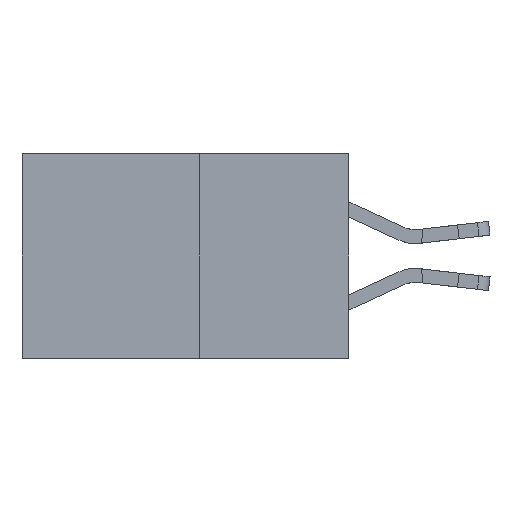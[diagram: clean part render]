
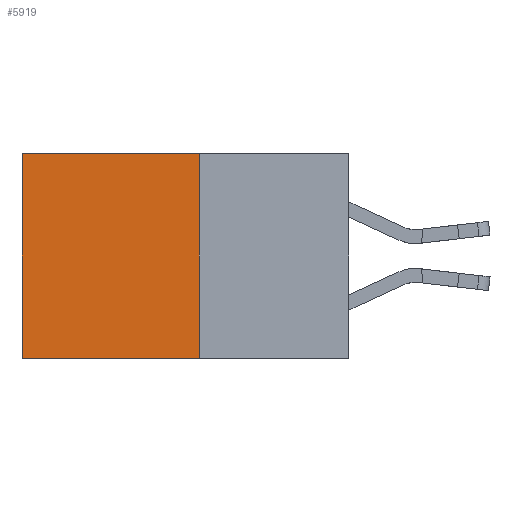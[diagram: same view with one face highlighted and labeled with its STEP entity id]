
A CAD part, left-side view. The second image highlights one B-rep face of the part: STEP entity #5919.
In plain terms, the highlighted planar face has unit normal (-1, 0, 0).
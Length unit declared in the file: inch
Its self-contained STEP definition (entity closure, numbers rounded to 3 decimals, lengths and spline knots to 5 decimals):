
#1218 = CARTESIAN_POINT ( 'NONE',  ( 0.277, 0.59, -0.37 ) ) ;
#1453 = VERTEX_POINT ( 'NONE', #13650 ) ;
#1572 = LINE ( 'NONE', #11678, #8185 ) ;
#2748 = LINE ( 'NONE', #1218, #13337 ) ;
#4942 = CARTESIAN_POINT ( 'NONE',  ( 0.277, 0.27, -0.37 ) ) ;
#5556 = VECTOR ( 'NONE', #14616, 39.37008 ) ;
#5631 = ORIENTED_EDGE ( 'NONE', *, *, #15619, .F. ) ;
#5717 = CARTESIAN_POINT ( 'NONE',  ( 0.277, 0.27, 0. ) ) ;
#5919 = ADVANCED_FACE ( 'NONE', ( #12769 ), #11282, .F. ) ;
#5965 = DIRECTION ( 'NONE',  ( 1., 0., 0. ) ) ;
#6344 = DIRECTION ( 'NONE',  ( 0., 1., 0. ) ) ;
#6718 = VERTEX_POINT ( 'NONE', #16783 ) ;
#7076 = VERTEX_POINT ( 'NONE', #13790 ) ;
#7203 = ORIENTED_EDGE ( 'NONE', *, *, #7463, .T. ) ;
#7463 = EDGE_CURVE ( 'NONE', #6718, #7076, #2748, .T. ) ;
#7619 = EDGE_LOOP ( 'NONE', ( #7203, #5631, #13083, #11238 ) ) ;
#8185 = VECTOR ( 'NONE', #15642, 39.37008 ) ;
#8687 = EDGE_CURVE ( 'NONE', #16704, #6718, #15759, .T. ) ;
#8762 = LINE ( 'NONE', #4942, #15400 ) ;
#11037 = AXIS2_PLACEMENT_3D ( 'NONE', #13930, #5965, #15258 ) ;
#11238 = ORIENTED_EDGE ( 'NONE', *, *, #8687, .T. ) ;
#11282 = PLANE ( 'NONE',  #11037 ) ;
#11678 = CARTESIAN_POINT ( 'NONE',  ( 0.277, 0.27, -0.37 ) ) ;
#12769 = FACE_OUTER_BOUND ( 'NONE', #7619, .T. ) ;
#13083 = ORIENTED_EDGE ( 'NONE', *, *, #13598, .F. ) ;
#13306 = CARTESIAN_POINT ( 'NONE',  ( 0.277, 0.27, 0. ) ) ;
#13337 = VECTOR ( 'NONE', #15810, 39.37008 ) ;
#13598 = EDGE_CURVE ( 'NONE', #16704, #1453, #1572, .T. ) ;
#13650 = CARTESIAN_POINT ( 'NONE',  ( 0.277, 0.27, -0.37 ) ) ;
#13790 = CARTESIAN_POINT ( 'NONE',  ( 0.277, 0.59, -0.37 ) ) ;
#13930 = CARTESIAN_POINT ( 'NONE',  ( 0.277, 0.27, -0.37 ) ) ;
#14616 = DIRECTION ( 'NONE',  ( 0., 1., 0. ) ) ;
#15258 = DIRECTION ( 'NONE',  ( 0., 0., -1. ) ) ;
#15400 = VECTOR ( 'NONE', #6344, 39.37008 ) ;
#15619 = EDGE_CURVE ( 'NONE', #1453, #7076, #8762, .T. ) ;
#15642 = DIRECTION ( 'NONE',  ( 0., 0., -1. ) ) ;
#15759 = LINE ( 'NONE', #13306, #5556 ) ;
#15810 = DIRECTION ( 'NONE',  ( 0., 0., -1. ) ) ;
#16704 = VERTEX_POINT ( 'NONE', #5717 ) ;
#16783 = CARTESIAN_POINT ( 'NONE',  ( 0.277, 0.59, 0. ) ) ;
